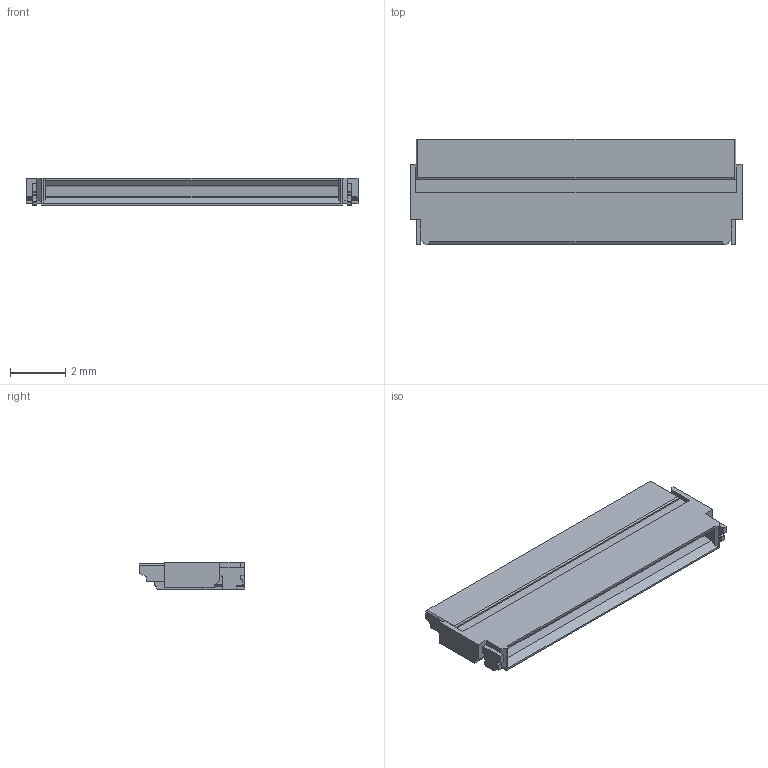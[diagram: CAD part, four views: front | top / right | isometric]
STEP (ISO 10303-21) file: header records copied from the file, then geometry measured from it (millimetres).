
FILE_DESCRIPTION(/* description */ (''),/* implementation_level */ '2;1');
FILE_NAME(/* name */ 'FH34SRJ-20S-0.5SH.step',/* time_stamp */ '2023-07-12T19:45:05+01:00',/* author */ (''),/* organization */ (''),/* preprocessor_version */ 'ST-DEVELOPER v19.2',/* originating_system */ 'Autodesk Translation Framework v12.6.0.85',/* authorisation */ '');
FILE_SCHEMA (('AUTOMOTIVE_DESIGN { 1 0 10303 214 3 1 1 }'));
Length unit declared in the file: millimetre
Products named in the file (1): (Unsaved)
Bounding box: 12 x 3.8 x 1 mm (x, y, z)
Volume: 31.6 mm3; surface area: 151.2 mm2
Topology: 1 solids, 1 shells, 417 faces, 1187 edges, 774 vertices
Faces by surface type: plane 366, cylinder 51
Entity records: 13347 total; most frequent: CARTESIAN_POINT 2379, ORIENTED_EDGE 2374, DIRECTION 2125, EDGE_CURVE 1187, LINE 1085, VECTOR 1085, VERTEX_POINT 774, AXIS2_PLACEMENT_3D 520
